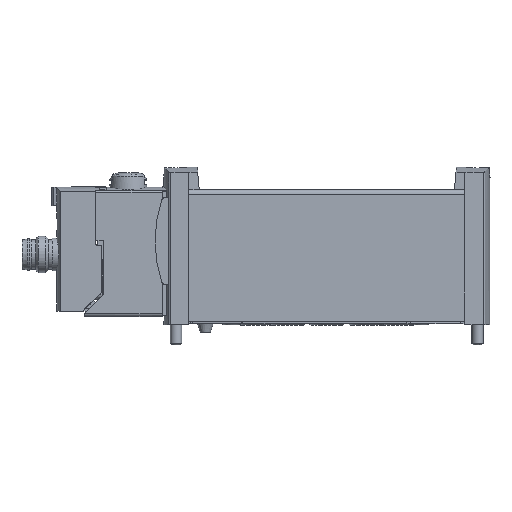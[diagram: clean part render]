
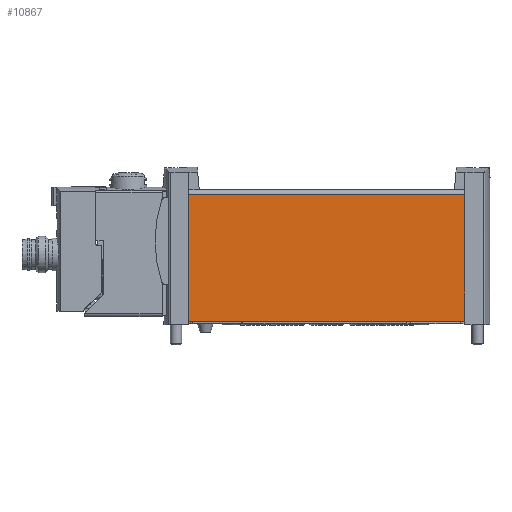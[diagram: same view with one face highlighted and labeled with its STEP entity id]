
A CAD part, top view. The second image highlights one B-rep face of the part: STEP entity #10867.
In plain terms, the highlighted planar face has unit normal (0, 0, 1).
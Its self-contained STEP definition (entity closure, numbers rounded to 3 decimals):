
#148=PLANE('',#13242);
#694=LINE('',#18301,#1718);
#697=LINE('',#18307,#1721);
#698=LINE('',#18309,#1722);
#699=LINE('',#18311,#1723);
#1718=VECTOR('',#14713,1000.);
#1721=VECTOR('',#14720,1000.);
#1722=VECTOR('',#14721,1000.);
#1723=VECTOR('',#14722,1000.);
#3454=ORIENTED_EDGE('',*,*,#6554,.T.);
#3455=ORIENTED_EDGE('',*,*,#6555,.F.);
#3456=ORIENTED_EDGE('',*,*,#6556,.F.);
#3457=ORIENTED_EDGE('',*,*,#6550,.T.);
#6550=EDGE_CURVE('',#8089,#8088,#694,.T.);
#6554=EDGE_CURVE('',#8088,#8090,#697,.T.);
#6555=EDGE_CURVE('',#8091,#8090,#698,.T.);
#6556=EDGE_CURVE('',#8089,#8091,#699,.T.);
#8088=VERTEX_POINT('',#18300);
#8089=VERTEX_POINT('',#18302);
#8090=VERTEX_POINT('',#18308);
#8091=VERTEX_POINT('',#18310);
#9024=EDGE_LOOP('',(#3454,#3455,#3456,#3457));
#9867=FACE_BOUND('',#9024,.T.);
#10867=ADVANCED_FACE('',(#9867),#148,.F.);
#13242=AXIS2_PLACEMENT_3D('',#18306,#14718,#14719);
#14713=DIRECTION('',(-1.,0.,0.));
#14718=DIRECTION('',(0.,0.,-1.));
#14719=DIRECTION('',(-1.,0.,0.));
#14720=DIRECTION('',(0.,-1.,0.));
#14721=DIRECTION('',(-1.,0.,0.));
#14722=DIRECTION('',(0.,-1.,0.));
#18300=CARTESIAN_POINT('',(-30.45,28.,7.2));
#18301=CARTESIAN_POINT('',(30.45,28.,7.2));
#18302=CARTESIAN_POINT('',(30.45,28.,7.2));
#18306=CARTESIAN_POINT('',(30.45,28.,7.2));
#18307=CARTESIAN_POINT('',(-30.45,28.,7.2));
#18308=CARTESIAN_POINT('',(-30.45,0.,7.2));
#18309=CARTESIAN_POINT('',(30.45,0.,7.2));
#18310=CARTESIAN_POINT('',(30.45,0.,7.2));
#18311=CARTESIAN_POINT('',(30.45,28.,7.2));
